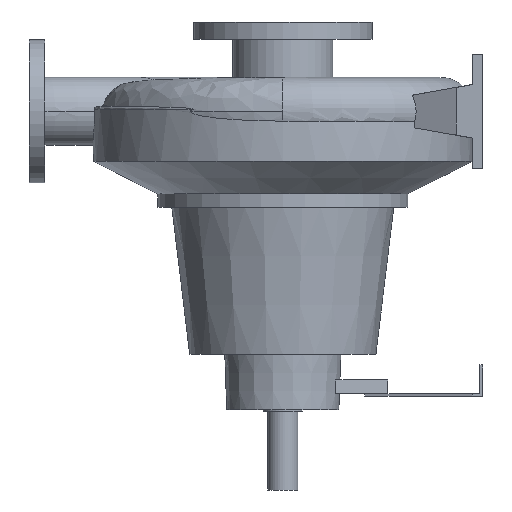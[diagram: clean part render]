
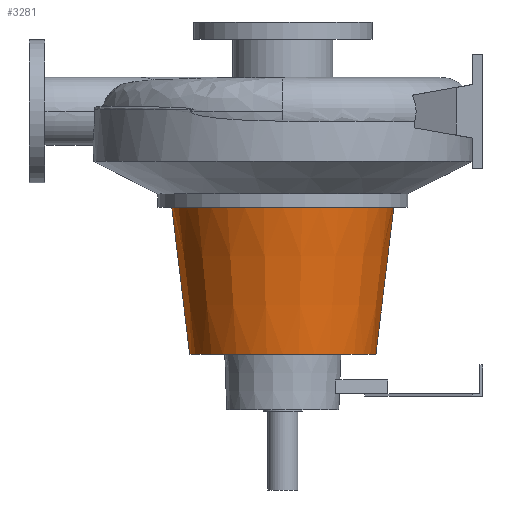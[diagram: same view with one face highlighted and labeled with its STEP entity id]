
A CAD part, left-side view. The second image highlights one B-rep face of the part: STEP entity #3281.
In plain terms, the highlighted conical face has half-angle 6.933 degrees and reference radius 130.3 mm.
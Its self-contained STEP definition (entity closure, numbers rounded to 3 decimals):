
#49 = AXIS2_PLACEMENT_3D ( 'NONE', #617, #1205, #1727 ) ;
#103 = AXIS2_PLACEMENT_3D ( 'NONE', #6284, #5064, #7324 ) ;
#118 = DIRECTION ( 'NONE',  ( 0., -1., 0. ) ) ;
#283 = AXIS2_PLACEMENT_3D ( 'NONE', #604, #5637, #118 ) ;
#604 = CARTESIAN_POINT ( 'NONE',  ( 0., 0., -134.5 ) ) ;
#617 = CARTESIAN_POINT ( 'NONE',  ( 0., 0., -340. ) ) ;
#696 = ORIENTED_EDGE ( 'NONE', *, *, #6763, .F. ) ;
#1020 = EDGE_CURVE ( 'NONE', #1389, #4115, #6186, .T. ) ;
#1105 = VERTEX_POINT ( 'NONE', #1449 ) ;
#1205 = DIRECTION ( 'NONE',  ( 0., 0., 1. ) ) ;
#1389 = VERTEX_POINT ( 'NONE', #4854 ) ;
#1449 = CARTESIAN_POINT ( 'NONE',  ( 0., 130.3, -340. ) ) ;
#1727 = DIRECTION ( 'NONE',  ( 0., -1., 0. ) ) ;
#2022 = LINE ( 'NONE', #3749, #3233 ) ;
#2590 = VERTEX_POINT ( 'NONE', #5747 ) ;
#2690 = ORIENTED_EDGE ( 'NONE', *, *, #4543, .T. ) ;
#3233 = VECTOR ( 'NONE', #6054, 1000. ) ;
#3281 = ADVANCED_FACE ( 'NONE', ( #6212 ), #5308, .T. ) ;
#3746 = ORIENTED_EDGE ( 'NONE', *, *, #1020, .T. ) ;
#3749 = CARTESIAN_POINT ( 'NONE',  ( 0., 130.3, -340. ) ) ;
#3850 = EDGE_LOOP ( 'NONE', ( #696, #2690, #3746, #6805 ) ) ;
#3994 = CARTESIAN_POINT ( 'NONE',  ( 0., -155.29, -134.5 ) ) ;
#4115 = VERTEX_POINT ( 'NONE', #3994 ) ;
#4543 = EDGE_CURVE ( 'NONE', #1105, #1389, #6311, .T. ) ;
#4696 = CARTESIAN_POINT ( 'NONE',  ( 0., -130.3, -340. ) ) ;
#4768 = CIRCLE ( 'NONE', #283, 155.29 ) ;
#4854 = CARTESIAN_POINT ( 'NONE',  ( 0., -130.3, -340. ) ) ;
#4961 = VECTOR ( 'NONE', #5337, 1000. ) ;
#5064 = DIRECTION ( 'NONE',  ( 0., 0., 1. ) ) ;
#5308 = CONICAL_SURFACE ( 'NONE', #103, 130.3, 0.121 ) ;
#5337 = DIRECTION ( 'NONE',  ( 0., -0.121, 0.993 ) ) ;
#5348 = EDGE_CURVE ( 'NONE', #2590, #4115, #4768, .T. ) ;
#5637 = DIRECTION ( 'NONE',  ( 0., 0., 1. ) ) ;
#5747 = CARTESIAN_POINT ( 'NONE',  ( 0., 155.29, -134.5 ) ) ;
#6054 = DIRECTION ( 'NONE',  ( 0., 0.121, 0.993 ) ) ;
#6186 = LINE ( 'NONE', #4696, #4961 ) ;
#6212 = FACE_OUTER_BOUND ( 'NONE', #3850, .T. ) ;
#6284 = CARTESIAN_POINT ( 'NONE',  ( 0., 0., -340. ) ) ;
#6311 = CIRCLE ( 'NONE', #49, 130.3 ) ;
#6763 = EDGE_CURVE ( 'NONE', #1105, #2590, #2022, .T. ) ;
#6805 = ORIENTED_EDGE ( 'NONE', *, *, #5348, .F. ) ;
#7324 = DIRECTION ( 'NONE',  ( 0., -1., 0. ) ) ;
